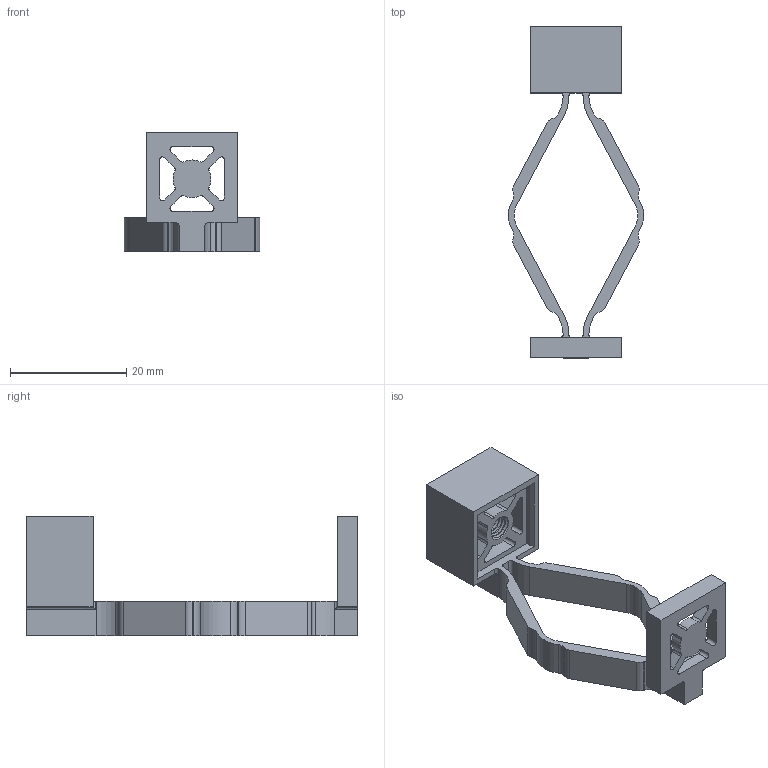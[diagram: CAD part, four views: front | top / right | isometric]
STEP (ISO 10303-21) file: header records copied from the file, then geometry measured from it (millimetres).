
FILE_DESCRIPTION (( 'STEP AP214' ), '1' );
FILE_NAME ('Clamp-UG205(204)_100881(Quadratisch Gelenke 2 Stk.)_B.step', '2022-08-30T14:08:57', ( '' ), ( '' ), 'SwSTEP 2.0', 'SolidWorks 2021', '' );
FILE_SCHEMA (( 'AUTOMOTIVE_DESIGN' ));
Length unit declared in the file: millimetre
Products named in the file (1): Clamp-UG205(204)_100881(Quadratisch Gelenke 2 Stk.)_B
Bounding box: 23.21 x 57 x 20.6 mm (x, y, z)
Volume: 3554.7 mm3; surface area: 4424.4 mm2
Topology: 1 solids, 1 shells, 166 faces, 485 edges, 321 vertices
Faces by surface type: cylinder 81, plane 80, bspline 3, cone 2
Entity records: 10023 total; most frequent: CARTESIAN_POINT 5469, ORIENTED_EDGE 960, DIRECTION 950, EDGE_CURVE 480, AXIS2_PLACEMENT_3D 320, VERTEX_POINT 318, LINE 310, VECTOR 310
